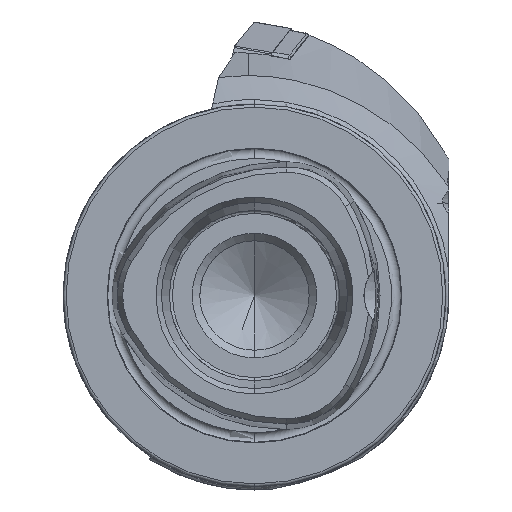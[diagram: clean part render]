
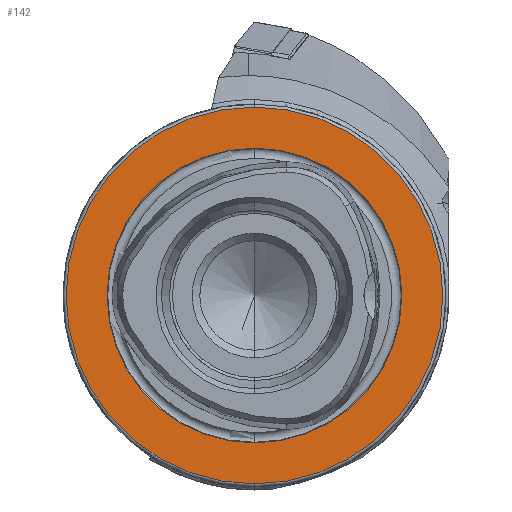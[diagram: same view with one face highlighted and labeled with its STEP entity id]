
A CAD part, left-side view. The second image highlights one B-rep face of the part: STEP entity #142.
In plain terms, the highlighted planar face has unit normal (-1, 0, 0).
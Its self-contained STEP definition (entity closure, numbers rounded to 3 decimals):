
#142 = ADVANCED_FACE ( 'NONE', ( #10174, #9813 ), #4189, .F. ) ;
#500 = CARTESIAN_POINT ( 'NONE',  ( 0., 0., 24.25 ) ) ;
#535 = CARTESIAN_POINT ( 'NONE',  ( 0., 0., -31. ) ) ;
#690 = CIRCLE ( 'NONE', #11401, 31. ) ;
#838 = CIRCLE ( 'NONE', #11464, 24.25 ) ;
#1976 = CARTESIAN_POINT ( 'NONE',  ( 0., 0., -24.25 ) ) ;
#2107 = DIRECTION ( 'NONE',  ( -1., 0., 0. ) ) ;
#2108 = CARTESIAN_POINT ( 'NONE',  ( 0., 0., 0. ) ) ;
#2246 = DIRECTION ( 'NONE',  ( 0., 0., 1. ) ) ;
#2280 = VERTEX_POINT ( 'NONE', #535 ) ;
#2459 = VERTEX_POINT ( 'NONE', #500 ) ;
#2622 = EDGE_LOOP ( 'NONE', ( #10869, #11038 ) ) ;
#2829 = EDGE_LOOP ( 'NONE', ( #10524, #10217 ) ) ;
#2946 = VERTEX_POINT ( 'NONE', #1976 ) ;
#3946 = CIRCLE ( 'NONE', #11499, 24.25 ) ;
#3949 = CIRCLE ( 'NONE', #11497, 31. ) ;
#4171 = DIRECTION ( 'NONE',  ( 0., 0., -1. ) ) ;
#4172 = CARTESIAN_POINT ( 'NONE',  ( 0., 24.25, 0. ) ) ;
#4189 = PLANE ( 'NONE',  #5332 ) ;
#4191 = DIRECTION ( 'NONE',  ( 1., 0., 0. ) ) ;
#5332 = AXIS2_PLACEMENT_3D ( 'NONE', #4172, #4191, #4171 ) ;
#6811 = EDGE_CURVE ( 'NONE', #2280, #10826, #690, .T. ) ;
#6995 = EDGE_CURVE ( 'NONE', #2459, #2946, #838, .T. ) ;
#7150 = DIRECTION ( 'NONE',  ( 0., 0., 1. ) ) ;
#7155 = CARTESIAN_POINT ( 'NONE',  ( 0., 0., 0. ) ) ;
#7156 = DIRECTION ( 'NONE',  ( -1., 0., 0. ) ) ;
#7802 = CARTESIAN_POINT ( 'NONE',  ( 0., 0., 31. ) ) ;
#8109 = DIRECTION ( 'NONE',  ( 0., 0., 1. ) ) ;
#8141 = CARTESIAN_POINT ( 'NONE',  ( 0., 0., 0. ) ) ;
#8143 = DIRECTION ( 'NONE',  ( 0., 0., 1. ) ) ;
#8296 = DIRECTION ( 'NONE',  ( -1., 0., 0. ) ) ;
#8327 = DIRECTION ( 'NONE',  ( -1., 0., 0. ) ) ;
#8468 = CARTESIAN_POINT ( 'NONE',  ( 0., 0., 0. ) ) ;
#9385 = EDGE_CURVE ( 'NONE', #10826, #2280, #3949, .T. ) ;
#9387 = EDGE_CURVE ( 'NONE', #2946, #2459, #3946, .T. ) ;
#9813 = FACE_OUTER_BOUND ( 'NONE', #2829, .T. ) ;
#10174 = FACE_BOUND ( 'NONE', #2622, .T. ) ;
#10217 = ORIENTED_EDGE ( 'NONE', *, *, #6811, .T. ) ;
#10524 = ORIENTED_EDGE ( 'NONE', *, *, #9385, .T. ) ;
#10826 = VERTEX_POINT ( 'NONE', #7802 ) ;
#10869 = ORIENTED_EDGE ( 'NONE', *, *, #6995, .F. ) ;
#11038 = ORIENTED_EDGE ( 'NONE', *, *, #9387, .F. ) ;
#11401 = AXIS2_PLACEMENT_3D ( 'NONE', #7155, #7156, #7150 ) ;
#11464 = AXIS2_PLACEMENT_3D ( 'NONE', #2108, #2107, #2246 ) ;
#11497 = AXIS2_PLACEMENT_3D ( 'NONE', #8468, #8296, #8143 ) ;
#11499 = AXIS2_PLACEMENT_3D ( 'NONE', #8141, #8327, #8109 ) ;
